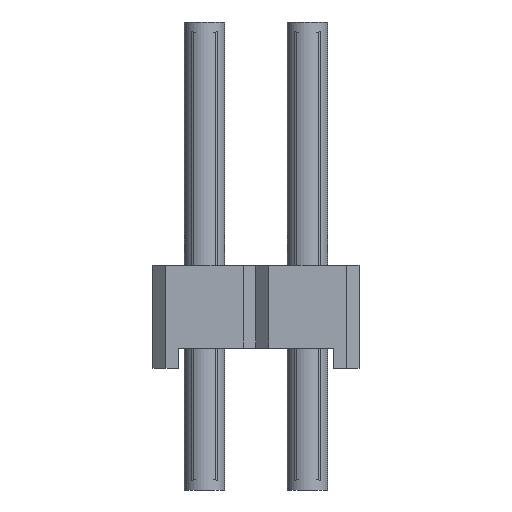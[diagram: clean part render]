
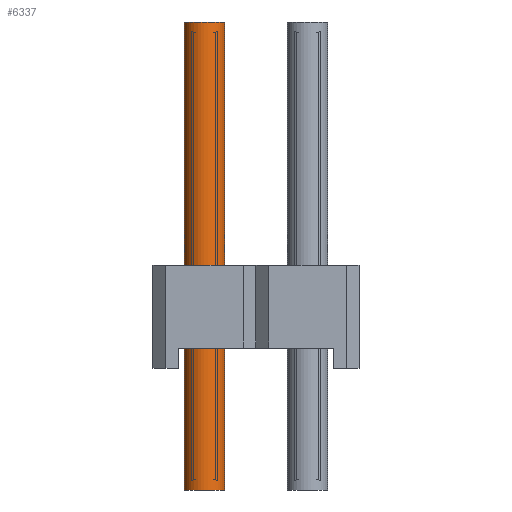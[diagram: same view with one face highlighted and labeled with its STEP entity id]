
A CAD part, left-side view. The second image highlights one B-rep face of the part: STEP entity #6337.
In plain terms, the highlighted cylindrical face has radius 0.5 mm (diameter 1 mm), a full revolution.
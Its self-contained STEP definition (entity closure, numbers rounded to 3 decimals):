
#127=CIRCLE('',#6708,0.5);
#128=CIRCLE('',#6709,0.5);
#348=CYLINDRICAL_SURFACE('',#6707,0.5);
#565=ORIENTED_EDGE('',*,*,#2403,.F.);
#566=ORIENTED_EDGE('',*,*,#2404,.T.);
#2403=EDGE_CURVE('',#3331,#3331,#127,.T.);
#2404=EDGE_CURVE('',#3332,#3332,#128,.T.);
#3331=VERTEX_POINT('',#9210);
#3332=VERTEX_POINT('',#9212);
#5383=EDGE_LOOP('',(#565));
#5384=EDGE_LOOP('',(#566));
#5755=FACE_BOUND('',#5383,.T.);
#5756=FACE_BOUND('',#5384,.T.);
#6337=ADVANCED_FACE('',(#5755,#5756),#348,.F.);
#6707=AXIS2_PLACEMENT_3D('',#9208,#7347,#7348);
#6708=AXIS2_PLACEMENT_3D('',#9209,#7349,#7350);
#6709=AXIS2_PLACEMENT_3D('',#9211,#7351,#7352);
#7347=DIRECTION('',(0.,0.,1.));
#7348=DIRECTION('',(1.,0.,0.));
#7349=DIRECTION('',(0.,0.,-1.));
#7350=DIRECTION('',(1.,0.,0.));
#7351=DIRECTION('',(0.,0.,-1.));
#7352=DIRECTION('',(1.,0.,0.));
#9208=CARTESIAN_POINT('',(0.,0.,0.));
#9209=CARTESIAN_POINT('',(0.,0.,11.54));
#9210=CARTESIAN_POINT('',(0.5,0.,11.54));
#9211=CARTESIAN_POINT('',(0.,0.,0.));
#9212=CARTESIAN_POINT('',(0.5,0.,0.));
